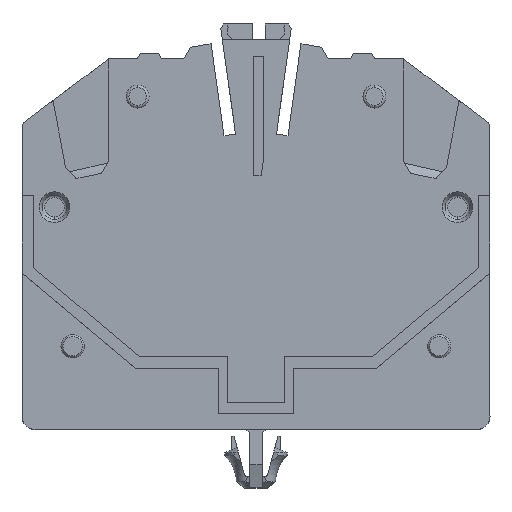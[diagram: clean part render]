
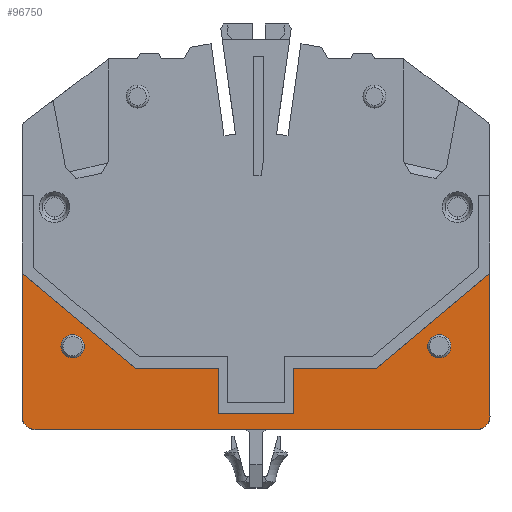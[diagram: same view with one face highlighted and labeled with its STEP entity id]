
A CAD part, top view. The second image highlights one B-rep face of the part: STEP entity #96750.
In plain terms, the highlighted face is planar.
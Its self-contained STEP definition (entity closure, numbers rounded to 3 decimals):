
#520=CARTESIAN_POINT('',(-26.838,-1.882,
-2.6));
#530=VERTEX_POINT('',#520);
#690=CARTESIAN_POINT('',(-27.838,-0.882,
-2.6));
#700=VERTEX_POINT('',#690);
#730=CARTESIAN_POINT('',(-27.838,-1.882,
-2.6));
#740=DIRECTION('',(0.,0.,-1.));
#750=DIRECTION('',(0.,-1.,0.));
#760=AXIS2_PLACEMENT_3D('',#730,#740,#750);
#770=CIRCLE('',#760,1.);
#780=EDGE_CURVE('',#700,#530,#770,.T.);
#2920=CARTESIAN_POINT('',(-27.838,-36.882,
-2.6));
#2930=VERTEX_POINT('',#2920);
#3090=CARTESIAN_POINT('',(-26.838,-35.882,
-2.6));
#3100=VERTEX_POINT('',#3090);
#3130=CARTESIAN_POINT('',(-27.838,-35.882,
-2.6));
#3140=DIRECTION('',(0.,0.,-1.));
#3150=DIRECTION('',(0.,-1.,0.));
#3160=AXIS2_PLACEMENT_3D('',#3130,#3140,#3150);
#3170=CIRCLE('',#3160,1.);
#3180=EDGE_CURVE('',#3100,#2930,#3170,.T.);
#3280=CARTESIAN_POINT('',(0.,-21.782,-2.6));
#3290=DIRECTION('',(-1.,0.,0.));
#3300=VECTOR('',#3290,1.);
#3310=LINE('',#3280,#3300);
#3320=CARTESIAN_POINT('',(-28.038,-21.782,
-2.6));
#3330=VERTEX_POINT('',#3320);
#3340=CARTESIAN_POINT('',(-31.538,-21.782,
-2.6));
#3350=VERTEX_POINT('',#3340);
#3360=EDGE_CURVE('',#3330,#3350,#3310,.T.);
#8800=CARTESIAN_POINT('',(-26.838,0.,-2.6));
#8810=DIRECTION('',(0.,1.,0.));
#8820=VECTOR('',#8810,1.);
#8830=LINE('',#8800,#8820);
#8840=EDGE_CURVE('',#3100,#530,#8830,.T.);
#9950=CARTESIAN_POINT('',(0.,-15.982,-2.6));
#9960=DIRECTION('',(1.,0.,0.));
#9970=VECTOR('',#9960,1.);
#9980=LINE('',#9950,#9970);
#9990=CARTESIAN_POINT('',(-31.538,-15.982,
-2.6));
#10000=VERTEX_POINT('',#9990);
#10010=CARTESIAN_POINT('',(-28.038,-15.982,
-2.6));
#10020=VERTEX_POINT('',#10010);
#10030=EDGE_CURVE('',#10000,#10020,#9980,.T.);
#12960=CARTESIAN_POINT('',(-28.038,0.,-2.6));
#12970=DIRECTION('',(0.,-1.,0.));
#12980=VECTOR('',#12970,1.);
#12990=LINE('',#12960,#12980);
#13000=EDGE_CURVE('',#10020,#3330,#12990,.T.);
#14340=CARTESIAN_POINT('',(-38.838,-0.882,
-2.6));
#14350=VERTEX_POINT('',#14340);
#14380=CARTESIAN_POINT('',(0.,-0.882,-2.6));
#14390=DIRECTION('',(-1.,0.,0.));
#14400=VECTOR('',#14390,1.);
#14410=LINE('',#14380,#14400);
#14420=EDGE_CURVE('',#700,#14350,#14410,.T.);
#41400=CARTESIAN_POINT('',(0.,-36.882,-2.6));
#41410=DIRECTION('',(1.,0.,0.));
#41420=VECTOR('',#41410,1.);
#41430=LINE('',#41400,#41420);
#41440=CARTESIAN_POINT('',(-38.838,-36.882,
-2.6));
#41450=VERTEX_POINT('',#41440);
#41460=EDGE_CURVE('',#41450,#2930,#41430,.T.);
#45900=CARTESIAN_POINT('',(-31.538,0.,-2.6));
#45910=DIRECTION('',(0.,1.,0.));
#45920=VECTOR('',#45910,1.);
#45930=LINE('',#45900,#45920);
#45940=CARTESIAN_POINT('',(-31.538,-9.582,
-2.6));
#45950=VERTEX_POINT('',#45940);
#45960=EDGE_CURVE('',#10000,#45950,#45930,.T.);
#52060=CARTESIAN_POINT('',(-39.578,0.,-2.6));
#52070=DIRECTION('',(-0.643,0.766,
0.));
#52080=VECTOR('',#52070,1.);
#52090=LINE('',#52060,#52080);
#52100=EDGE_CURVE('',#45950,#14350,#52090,.T.);
#59000=CARTESIAN_POINT('',(-31.538,-28.182,
-2.6));
#59010=VERTEX_POINT('',#59000);
#59110=CARTESIAN_POINT('',(-7.891,0.,-2.6));
#59120=DIRECTION('',(0.643,0.766,
0.));
#59130=VECTOR('',#59120,1.);
#59140=LINE('',#59110,#59130);
#59150=EDGE_CURVE('',#41450,#59010,#59140,.T.);
#89380=CARTESIAN_POINT('',(-32.438,-4.782,
-2.6));
#89390=VERTEX_POINT('',#89380);
#89420=CARTESIAN_POINT('',(-33.238,-4.782,
-2.6));
#89430=DIRECTION('',(0.,0.,1.));
#89440=DIRECTION('',(1.,0.,0.));
#89450=AXIS2_PLACEMENT_3D('',#89420,#89430,#89440);
#89460=CIRCLE('',#89450,0.8);
#89470=CARTESIAN_POINT('',(-34.038,-4.782,
-2.6));
#89480=VERTEX_POINT('',#89470);
#89490=EDGE_CURVE('',#89390,#89480,#89460,.T.);
#96310=CARTESIAN_POINT('',(-28.609,-1.607,
-2.6));
#96320=DIRECTION('',(0.,0.,-1.));
#96330=DIRECTION('',(0.,-1.,0.));
#96340=AXIS2_PLACEMENT_3D('',#96310,#96320,#96330);
#96350=PLANE('',#96340);
#96360=CARTESIAN_POINT('',(-33.238,-32.982,
-2.6));
#96370=DIRECTION('',(0.,0.,1.));
#96380=DIRECTION('',(1.,0.,0.));
#96390=AXIS2_PLACEMENT_3D('',#96360,#96370,#96380);
#96400=CIRCLE('',#96390,0.8);
#96410=CARTESIAN_POINT('',(-32.438,-32.982,
-2.6));
#96420=VERTEX_POINT('',#96410);
#96430=CARTESIAN_POINT('',(-34.038,-32.982,
-2.6));
#96440=VERTEX_POINT('',#96430);
#96450=EDGE_CURVE('',#96420,#96440,#96400,.T.);
#96460=ORIENTED_EDGE('',*,*,#96450,.T.);
#96470=EDGE_CURVE('',#96440,#96420,#96400,.T.);
#96480=ORIENTED_EDGE('',*,*,#96470,.T.);
#96490=EDGE_LOOP('',(#96480,#96460));
#96500=FACE_BOUND('',#96490,.T.);
#96510=ORIENTED_EDGE('',*,*,#89490,.T.);
#96520=EDGE_CURVE('',#89480,#89390,#89460,.T.);
#96530=ORIENTED_EDGE('',*,*,#96520,.T.);
#96540=EDGE_LOOP('',(#96530,#96510));
#96550=FACE_BOUND('',#96540,.T.);
#96560=ORIENTED_EDGE('',*,*,#780,.T.);
#96570=ORIENTED_EDGE('',*,*,#14420,.F.);
#96580=ORIENTED_EDGE('',*,*,#52100,.T.);
#96590=ORIENTED_EDGE('',*,*,#45960,.T.);
#96600=ORIENTED_EDGE('',*,*,#10030,.F.);
#96610=ORIENTED_EDGE('',*,*,#13000,.F.);
#96620=ORIENTED_EDGE('',*,*,#3360,.F.);
#96630=CARTESIAN_POINT('',(-31.538,0.,-2.6));
#96640=DIRECTION('',(0.,1.,0.));
#96650=VECTOR('',#96640,1.);
#96660=LINE('',#96630,#96650);
#96670=EDGE_CURVE('',#59010,#3350,#96660,.T.);
#96680=ORIENTED_EDGE('',*,*,#96670,.T.);
#96690=ORIENTED_EDGE('',*,*,#59150,.T.);
#96700=ORIENTED_EDGE('',*,*,#41460,.F.);
#96710=ORIENTED_EDGE('',*,*,#3180,.T.);
#96720=ORIENTED_EDGE('',*,*,#8840,.F.);
#96730=EDGE_LOOP('',(#96720,#96710,#96700,#96690,#96680,#96620,#96610,
#96600,#96590,#96580,#96570,#96560));
#96740=FACE_OUTER_BOUND('',#96730,.T.);
#96750=ADVANCED_FACE('',(#96500,#96550,#96740),#96350,.T.);
